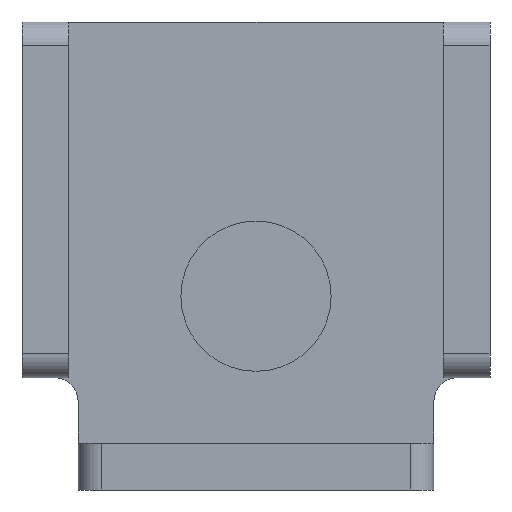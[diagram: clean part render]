
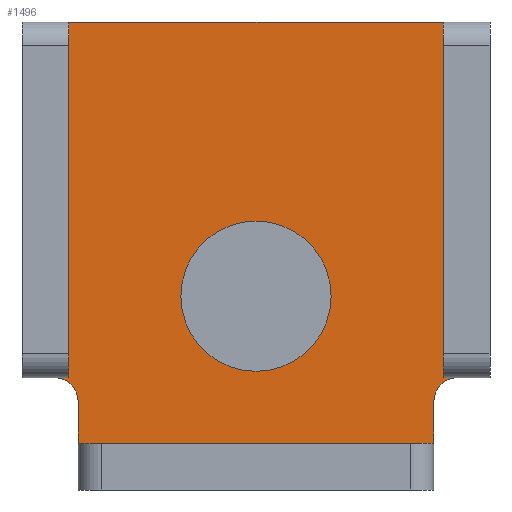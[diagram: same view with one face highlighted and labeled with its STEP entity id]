
A CAD part, front view. The second image highlights one B-rep face of the part: STEP entity #1496.
In plain terms, the highlighted planar face has unit normal (0, -1, 0).
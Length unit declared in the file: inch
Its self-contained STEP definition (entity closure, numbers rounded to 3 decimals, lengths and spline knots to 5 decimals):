
#14 = VECTOR ( 'NONE', #1482, 39.37008 ) ;
#26 = EDGE_CURVE ( 'NONE', #2667, #1439, #31, .T. ) ;
#31 = LINE ( 'NONE', #1141, #1368 ) ;
#92 = CARTESIAN_POINT ( 'NONE',  ( -0.74803, -0.45, -1.02362 ) ) ;
#102 = ORIENTED_EDGE ( 'NONE', *, *, #1682, .T. ) ;
#141 = CARTESIAN_POINT ( 'NONE',  ( 0.7874, -0.45, -0.74803 ) ) ;
#143 = DIRECTION ( 'NONE',  ( 0., 0., -1. ) ) ;
#147 = ORIENTED_EDGE ( 'NONE', *, *, #1084, .T. ) ;
#184 = EDGE_CURVE ( 'NONE', #2619, #2758, #1301, .T. ) ;
#402 = VECTOR ( 'NONE', #2035, 39.37008 ) ;
#431 = AXIS2_PLACEMENT_3D ( 'NONE', #2774, #1796, #726 ) ;
#493 = CARTESIAN_POINT ( 'NONE',  ( 0.7874, -0.45, -0.74803 ) ) ;
#511 = EDGE_CURVE ( 'NONE', #2968, #528, #1464, .T. ) ;
#528 = VERTEX_POINT ( 'NONE', #558 ) ;
#558 = CARTESIAN_POINT ( 'NONE',  ( -0.7874, -0.45, -0.74803 ) ) ;
#565 = VECTOR ( 'NONE', #885, 39.37008 ) ;
#573 = AXIS2_PLACEMENT_3D ( 'NONE', #1593, #1613, #1924 ) ;
#697 = DIRECTION ( 'NONE',  ( -1., 0., 0. ) ) ;
#704 = ORIENTED_EDGE ( 'NONE', *, *, #903, .F. ) ;
#721 = CARTESIAN_POINT ( 'NONE',  ( 0.84803, -0.45, -0.84803 ) ) ;
#726 = DIRECTION ( 'NONE',  ( 0., 0., 1. ) ) ;
#727 = VERTEX_POINT ( 'NONE', #92 ) ;
#776 = EDGE_CURVE ( 'NONE', #2619, #2667, #1057, .T. ) ;
#797 = EDGE_LOOP ( 'NONE', ( #704, #2691, #801, #1688, #2452, #102, #1490, #1048, #1608, #147 ) ) ;
#801 = ORIENTED_EDGE ( 'NONE', *, *, #184, .F. ) ;
#802 = CARTESIAN_POINT ( 'NONE',  ( -0.74803, -0.45, -1.02362 ) ) ;
#824 = VECTOR ( 'NONE', #143, 39.37008 ) ;
#885 = DIRECTION ( 'NONE',  ( 1., 0., 0. ) ) ;
#903 = EDGE_CURVE ( 'NONE', #1397, #2372, #1770, .T. ) ;
#948 = DIRECTION ( 'NONE',  ( 0., -1., 0. ) ) ;
#949 = CIRCLE ( 'NONE', #573, 0.1 ) ;
#971 = EDGE_CURVE ( 'NONE', #2377, #1669, #1501, .T. ) ;
#977 = CARTESIAN_POINT ( 'NONE',  ( -0.7874, -0.45, -0.74803 ) ) ;
#1044 = CARTESIAN_POINT ( 'NONE',  ( 0.7874, -0.45, 0.74803 ) ) ;
#1048 = ORIENTED_EDGE ( 'NONE', *, *, #2267, .T. ) ;
#1057 = LINE ( 'NONE', #1044, #1681 ) ;
#1084 = EDGE_CURVE ( 'NONE', #727, #2372, #1938, .T. ) ;
#1141 = CARTESIAN_POINT ( 'NONE',  ( 2.53331, -0.45, 0.74803 ) ) ;
#1151 = DIRECTION ( 'NONE',  ( 0., 0., 1. ) ) ;
#1248 = LINE ( 'NONE', #977, #1391 ) ;
#1301 = LINE ( 'NONE', #141, #565 ) ;
#1315 = AXIS2_PLACEMENT_3D ( 'NONE', #2719, #1529, #2026 ) ;
#1368 = VECTOR ( 'NONE', #697, 39.37008 ) ;
#1379 = PLANE ( 'NONE',  #431 ) ;
#1391 = VECTOR ( 'NONE', #2596, 39.37008 ) ;
#1394 = CARTESIAN_POINT ( 'NONE',  ( 0.74803, -0.45, -0.84803 ) ) ;
#1397 = VERTEX_POINT ( 'NONE', #1394 ) ;
#1422 = DIRECTION ( 'NONE',  ( 0., 1., 0. ) ) ;
#1439 = VERTEX_POINT ( 'NONE', #1549 ) ;
#1464 = LINE ( 'NONE', #2594, #1764 ) ;
#1482 = DIRECTION ( 'NONE',  ( 1., 0., 0. ) ) ;
#1490 = ORIENTED_EDGE ( 'NONE', *, *, #511, .F. ) ;
#1495 = CARTESIAN_POINT ( 'NONE',  ( -0.74803, -0.45, 2.49394 ) ) ;
#1496 = ADVANCED_FACE ( 'NONE', ( #2046, #2532 ), #1379, .F. ) ;
#1501 = CIRCLE ( 'NONE', #1315, 0.31593 ) ;
#1529 = DIRECTION ( 'NONE',  ( 0., -1., 0. ) ) ;
#1549 = CARTESIAN_POINT ( 'NONE',  ( -0.7874, -0.45, 0.74803 ) ) ;
#1593 = CARTESIAN_POINT ( 'NONE',  ( -0.84803, -0.45, -0.84803 ) ) ;
#1608 = ORIENTED_EDGE ( 'NONE', *, *, #1774, .T. ) ;
#1613 = DIRECTION ( 'NONE',  ( 0., 1., 0. ) ) ;
#1669 = VERTEX_POINT ( 'NONE', #2827 ) ;
#1681 = VECTOR ( 'NONE', #2634, 39.37008 ) ;
#1682 = EDGE_CURVE ( 'NONE', #1439, #528, #1248, .T. ) ;
#1688 = ORIENTED_EDGE ( 'NONE', *, *, #776, .T. ) ;
#1764 = VECTOR ( 'NONE', #2366, 39.37008 ) ;
#1770 = LINE ( 'NONE', #1995, #402 ) ;
#1774 = EDGE_CURVE ( 'NONE', #2288, #727, #2428, .T. ) ;
#1796 = DIRECTION ( 'NONE',  ( 0., 1., 0. ) ) ;
#1896 = ORIENTED_EDGE ( 'NONE', *, *, #2240, .F. ) ;
#1924 = DIRECTION ( 'NONE',  ( 0., 0., 1. ) ) ;
#1938 = LINE ( 'NONE', #802, #14 ) ;
#1995 = CARTESIAN_POINT ( 'NONE',  ( 0.74803, -0.45, 2.49394 ) ) ;
#2026 = DIRECTION ( 'NONE',  ( 0., 0., 1. ) ) ;
#2035 = DIRECTION ( 'NONE',  ( 0., 0., -1. ) ) ;
#2038 = AXIS2_PLACEMENT_3D ( 'NONE', #721, #1422, #2365 ) ;
#2046 = FACE_BOUND ( 'NONE', #2766, .T. ) ;
#2064 = CARTESIAN_POINT ( 'NONE',  ( -0.74803, -0.45, -0.84803 ) ) ;
#2066 = CARTESIAN_POINT ( 'NONE',  ( 0.84803, -0.45, -0.74803 ) ) ;
#2240 = EDGE_CURVE ( 'NONE', #1669, #2377, #2279, .T. ) ;
#2267 = EDGE_CURVE ( 'NONE', #2968, #2288, #949, .T. ) ;
#2274 = CARTESIAN_POINT ( 'NONE',  ( 0.74803, -0.45, -1.02362 ) ) ;
#2279 = CIRCLE ( 'NONE', #2389, 0.31593 ) ;
#2288 = VERTEX_POINT ( 'NONE', #2064 ) ;
#2300 = CARTESIAN_POINT ( 'NONE',  ( 0.7874, -0.45, 0.74803 ) ) ;
#2312 = CARTESIAN_POINT ( 'NONE',  ( 0., -0.45, -0.08946 ) ) ;
#2365 = DIRECTION ( 'NONE',  ( 0., 0., 1. ) ) ;
#2366 = DIRECTION ( 'NONE',  ( 1., 0., 0. ) ) ;
#2372 = VERTEX_POINT ( 'NONE', #2274 ) ;
#2377 = VERTEX_POINT ( 'NONE', #2312 ) ;
#2389 = AXIS2_PLACEMENT_3D ( 'NONE', #2971, #948, #1151 ) ;
#2428 = LINE ( 'NONE', #1495, #824 ) ;
#2452 = ORIENTED_EDGE ( 'NONE', *, *, #26, .T. ) ;
#2513 = ORIENTED_EDGE ( 'NONE', *, *, #971, .F. ) ;
#2528 = EDGE_CURVE ( 'NONE', #1397, #2758, #2761, .T. ) ;
#2532 = FACE_OUTER_BOUND ( 'NONE', #797, .T. ) ;
#2594 = CARTESIAN_POINT ( 'NONE',  ( 2.53331, -0.45, -0.74803 ) ) ;
#2596 = DIRECTION ( 'NONE',  ( 0., 0., -1. ) ) ;
#2619 = VERTEX_POINT ( 'NONE', #493 ) ;
#2634 = DIRECTION ( 'NONE',  ( 0., 0., 1. ) ) ;
#2667 = VERTEX_POINT ( 'NONE', #2300 ) ;
#2691 = ORIENTED_EDGE ( 'NONE', *, *, #2528, .T. ) ;
#2719 = CARTESIAN_POINT ( 'NONE',  ( 0., -0.45, -0.4054 ) ) ;
#2758 = VERTEX_POINT ( 'NONE', #2066 ) ;
#2761 = CIRCLE ( 'NONE', #2038, 0.1 ) ;
#2766 = EDGE_LOOP ( 'NONE', ( #2513, #1896 ) ) ;
#2774 = CARTESIAN_POINT ( 'NONE',  ( 2.53331, -0.45, 0.74803 ) ) ;
#2827 = CARTESIAN_POINT ( 'NONE',  ( 0., -0.45, -0.72133 ) ) ;
#2935 = CARTESIAN_POINT ( 'NONE',  ( -0.84803, -0.45, -0.74803 ) ) ;
#2968 = VERTEX_POINT ( 'NONE', #2935 ) ;
#2971 = CARTESIAN_POINT ( 'NONE',  ( 0., -0.45, -0.4054 ) ) ;
